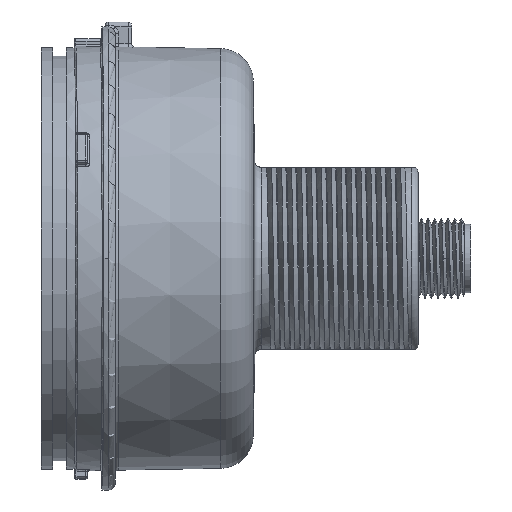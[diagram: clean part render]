
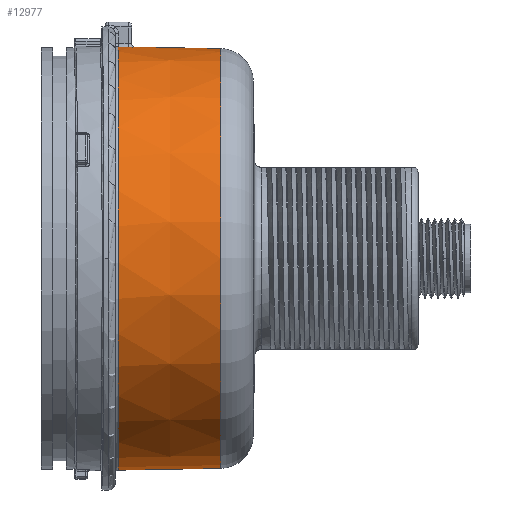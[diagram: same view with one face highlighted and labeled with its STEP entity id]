
A CAD part, left-side view. The second image highlights one B-rep face of the part: STEP entity #12977.
In plain terms, the highlighted conical face has half-angle 1 degrees and reference radius 31.861 mm.
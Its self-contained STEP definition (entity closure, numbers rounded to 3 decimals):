
#387=DIRECTION('',(0.,1.,-0.017));
#388=VECTOR('',#387,15.483);
#389=CARTESIAN_POINT('',(0.,11.691,31.996));
#390=LINE('',#389,#388);
#396=DIRECTION('',(0.,-1.,-0.017));
#397=VECTOR('',#396,12.983);
#398=CARTESIAN_POINT('',(0.,27.172,
-31.726));
#399=LINE('',#398,#397);
#1490=CARTESIAN_POINT('',(0.,14.191,0.));
#1491=DIRECTION('',(0.,-1.,0.));
#1492=DIRECTION('',(-0.008,0.,-1.));
#1493=AXIS2_PLACEMENT_3D('',#1490,#1491,#1492);
#1495=CARTESIAN_POINT('',(0.,27.172,0.));
#1496=DIRECTION('',(0.,-1.,0.));
#1497=DIRECTION('',(0.,0.,1.));
#1498=AXIS2_PLACEMENT_3D('',#1495,#1496,#1497);
#1500=CARTESIAN_POINT('',(0.,11.691,0.));
#1501=DIRECTION('',(0.,-1.,0.));
#1502=DIRECTION('',(0.,0.,1.));
#1503=AXIS2_PLACEMENT_3D('',#1500,#1501,#1502);
#1505=DIRECTION('',(0.,1.,0.017));
#1506=VECTOR('',#1505,1.5);
#1507=CARTESIAN_POINT('',(-1.231,11.691,
-31.972));
#1508=LINE('',#1507,#1506);
#1509=CARTESIAN_POINT('',(-1.231,13.191,
-31.946));
#1510=CARTESIAN_POINT('',(-1.231,13.3,
-31.944));
#1511=CARTESIAN_POINT('',(-1.198,13.506,
-31.942));
#1512=CARTESIAN_POINT('',(-1.051,13.796,
-31.942));
#1513=CARTESIAN_POINT('',(-0.832,14.016,
-31.945));
#1514=CARTESIAN_POINT('',(-0.549,14.16,
-31.949));
#1515=CARTESIAN_POINT('',(-0.35,14.191,
-31.951));
#1516=CARTESIAN_POINT('',(-0.246,14.191,
-31.952));
#9341=CARTESIAN_POINT('',(0.,27.172,31.726));
#9342=CARTESIAN_POINT('',(0.,27.172,-31.726));
#9343=VERTEX_POINT('',#9341);
#9344=VERTEX_POINT('',#9342);
#9703=CARTESIAN_POINT('',(0.,11.691,
31.996));
#9704=VERTEX_POINT('',#9703);
#9722=CARTESIAN_POINT('',(0.,14.191,-31.953));
#9723=VERTEX_POINT('',#9722);
#9724=CARTESIAN_POINT('',(-0.246,14.191,
-31.952));
#9725=VERTEX_POINT('',#9724);
#9726=VERTEX_POINT('',#1509);
#9729=CARTESIAN_POINT('',(-1.231,11.691,
-31.972));
#9730=VERTEX_POINT('',#9729);
#12960=CARTESIAN_POINT('',(0.,19.432,0.));
#12961=DIRECTION('',(0.,-1.,0.));
#12962=DIRECTION('',(0.,0.,1.));
#12963=AXIS2_PLACEMENT_3D('',#12960,#12961,#12962);
#12964=CONICAL_SURFACE('',#12963,31.861,1.);
#12965=ORIENTED_EDGE('',*,*,#12873,.T.);
#12966=ORIENTED_EDGE('',*,*,#10408,.F.);
#12968=ORIENTED_EDGE('',*,*,#12967,.F.);
#12969=ORIENTED_EDGE('',*,*,#10404,.F.);
#12971=ORIENTED_EDGE('',*,*,#12970,.T.);
#12973=ORIENTED_EDGE('',*,*,#12972,.T.);
#12974=ORIENTED_EDGE('',*,*,#12951,.T.);
#12975=EDGE_LOOP('',(#12965,#12966,#12968,#12969,#12971,#12973,#12974));
#12976=FACE_OUTER_BOUND('',#12975,.F.);
#12977=ADVANCED_FACE('',(#12976),#12964,.T.);
#1494=CIRCLE('',#1493,31.953);
#1499=CIRCLE('',#1498,31.726);
#1504=CIRCLE('',#1503,31.996);
#1517=B_SPLINE_CURVE_WITH_KNOTS('',3,(#1509,#1510,#1511,#1512,#1513,#1514,#1515,
#1516),.UNSPECIFIED.,.F.,.F.,(4,1,1,1,1,4),(0.,0.2,0.4,0.6,0.8,1.),
.UNSPECIFIED.);
#10404=EDGE_CURVE('',#9704,#9343,#390,.T.);
#10408=EDGE_CURVE('',#9344,#9723,#399,.T.);
#12873=EDGE_CURVE('',#9725,#9723,#1494,.T.);
#12951=EDGE_CURVE('',#9726,#9725,#1517,.T.);
#12967=EDGE_CURVE('',#9343,#9344,#1499,.T.);
#12970=EDGE_CURVE('',#9704,#9730,#1504,.T.);
#12972=EDGE_CURVE('',#9730,#9726,#1508,.T.);
